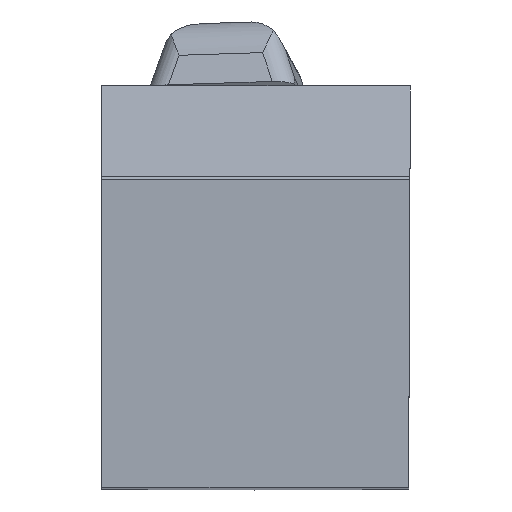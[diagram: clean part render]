
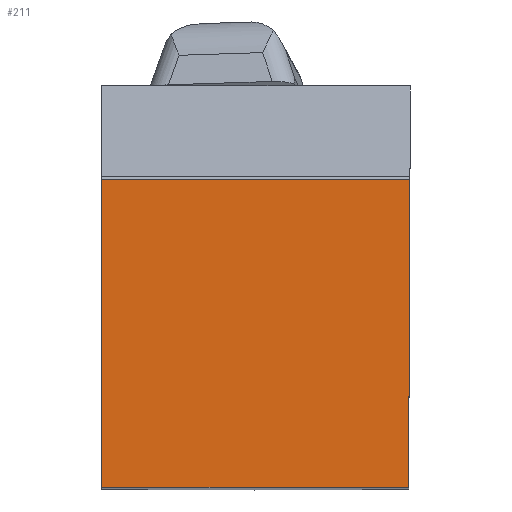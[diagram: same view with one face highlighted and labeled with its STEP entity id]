
A CAD part, top view. The second image highlights one B-rep face of the part: STEP entity #211.
In plain terms, the highlighted planar face has unit normal (0, 0, 1).
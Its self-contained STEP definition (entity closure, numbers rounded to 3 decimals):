
#151=FACE_OUTER_BOUND('',#567,.T.);
#211=ADVANCED_FACE('BLANK_BOXF006',(#151),#265,.F.);
#265=PLANE('',#1355);
#349=LINE('',#1978,#467);
#352=LINE('',#1986,#470);
#353=LINE('',#1988,#471);
#354=LINE('',#1990,#472);
#467=VECTOR('',#1564,1.);
#470=VECTOR('',#1571,1.);
#471=VECTOR('',#1572,1.);
#472=VECTOR('',#1573,1.);
#567=EDGE_LOOP('',(#731,#732,#733,#734));
#731=ORIENTED_EDGE('',*,*,#1132,.F.);
#732=ORIENTED_EDGE('',*,*,#1128,.F.);
#733=ORIENTED_EDGE('',*,*,#1133,.F.);
#734=ORIENTED_EDGE('',*,*,#1134,.F.);
#999=VERTEX_POINT('',#1977);
#1000=VERTEX_POINT('',#1979);
#1003=VERTEX_POINT('',#1987);
#1004=VERTEX_POINT('',#1989);
#1128=EDGE_CURVE('',#999,#1000,#349,.T.);
#1132=EDGE_CURVE('',#1000,#1003,#352,.T.);
#1133=EDGE_CURVE('',#1004,#999,#353,.T.);
#1134=EDGE_CURVE('',#1003,#1004,#354,.T.);
#1355=AXIS2_PLACEMENT_3D('',#1991,#1574,#1575);
#1564=DIRECTION('',(-1.,0.,0.));
#1571=DIRECTION('',(0.,1.,0.));
#1572=DIRECTION('',(-0.004,-1.,0.));
#1573=DIRECTION('',(1.,0.,0.));
#1574=DIRECTION('',(0.,0.,-1.));
#1575=DIRECTION('',(-1.,0.,0.));
#1977=CARTESIAN_POINT('',(-0.139,0.,0.));
#1978=CARTESIAN_POINT('',(187.35,0.,0.));
#1979=CARTESIAN_POINT('',(-31.85,0.,0.));
#1986=CARTESIAN_POINT('',(-31.85,-187.35,0.));
#1987=CARTESIAN_POINT('',(-31.85,31.85,0.));
#1988=CARTESIAN_POINT('',(0.678,187.348,0.));
#1989=CARTESIAN_POINT('',(0.,31.85,0.));
#1990=CARTESIAN_POINT('',(-187.35,31.85,0.));
#1991=CARTESIAN_POINT('',(-36.85,-5.,0.));
